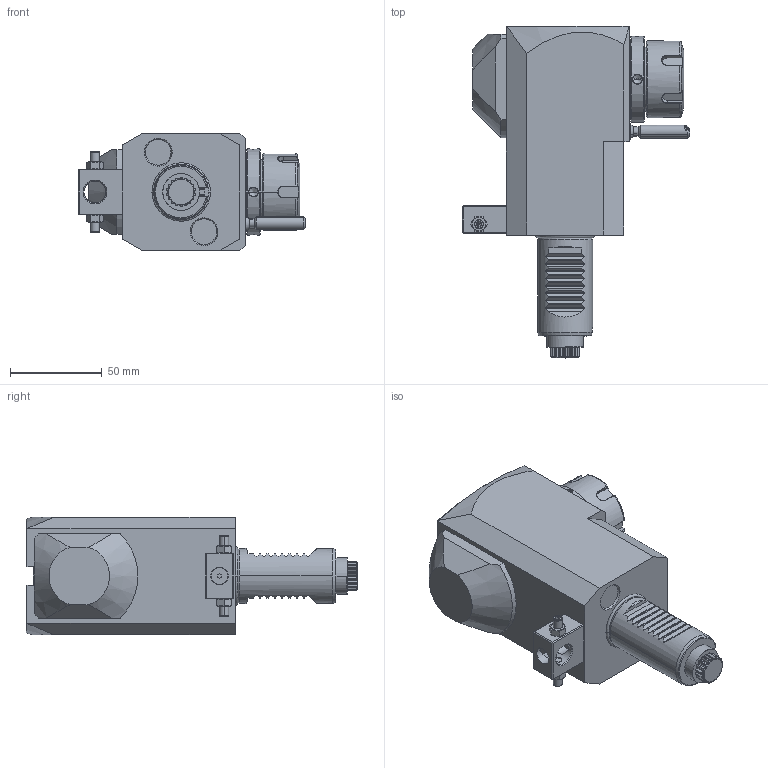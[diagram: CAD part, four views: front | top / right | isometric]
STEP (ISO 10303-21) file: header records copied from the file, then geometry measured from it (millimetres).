
FILE_DESCRIPTION((''),'2;1');
FILE_NAME('NGT1_30_231_25_2_3_85','2023-01-26T',('vali'),('NOVA GRUP'),'PRO/ENGINEER BY PARAMETRIC TECHNOLOGY CORPORATION, 2010280','PRO/ENGINEER BY PARAMETRIC TECHNOLOGY CORPORATION, 2010280','');
FILE_SCHEMA(('CONFIG_CONTROL_DESIGN'));
Length unit declared in the file: millimetre
Products named in the file (1): NGT1_30_231_25_2_3_85
Bounding box: 123.83 x 181 x 64 mm (x, y, z)
Volume: 582343.8 mm3; surface area: 55713.3 mm2
Topology: 1 solids, 1 shells, 550 faces, 1441 edges, 902 vertices
Faces by surface type: plane 223, cylinder 161, cone 93, bspline 58, torus 13, sphere 2
Entity records: 23635 total; most frequent: CARTESIAN_POINT 11009, ORIENTED_EDGE 2842, DIRECTION 2260, EDGE_CURVE 1421, VERTEX_POINT 902, AXIS2_PLACEMENT_3D 792, VECTOR 676, LINE 676
